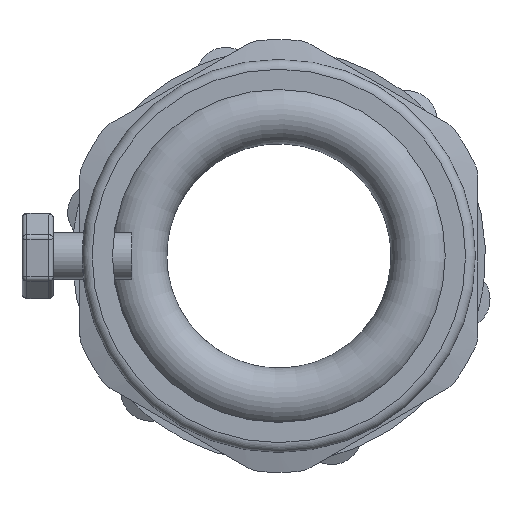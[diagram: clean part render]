
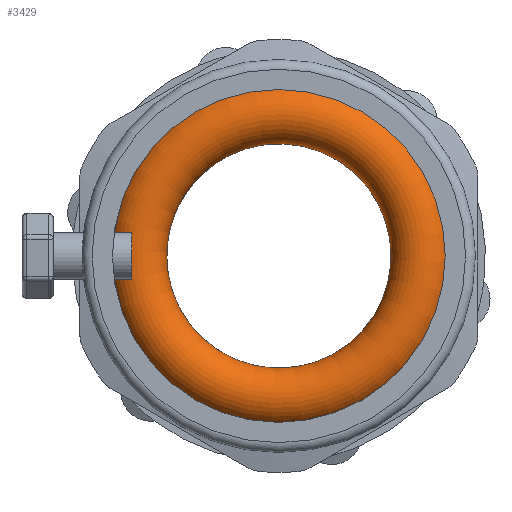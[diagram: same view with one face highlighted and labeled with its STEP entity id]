
A CAD part, front view. The second image highlights one B-rep face of the part: STEP entity #3429.
In plain terms, the highlighted toroidal (fillet/blend) face has major radius 14.475 mm and minor radius 3.025 mm.
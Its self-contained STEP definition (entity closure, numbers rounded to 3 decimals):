
#188=TOROIDAL_SURFACE('',#3723,14.475,3.025);
#287=FACE_OUTER_BOUND('',#492,.T.);
#492=EDGE_LOOP('',(#2280,#2281,#2282,#2283,#2284,#2285,#2286,#2287));
#1121=CIRCLE('',#3719,11.45);
#1122=CIRCLE('',#3720,11.45);
#1123=CIRCLE('',#3721,11.45);
#1125=CIRCLE('',#3724,17.5);
#1126=CIRCLE('',#3725,17.5);
#1127=CIRCLE('',#3726,3.025);
#1128=CIRCLE('',#3727,17.5);
#1347=VERTEX_POINT('',#5491);
#1348=VERTEX_POINT('',#5493);
#1349=VERTEX_POINT('',#5495);
#1350=VERTEX_POINT('',#5500);
#1351=VERTEX_POINT('',#5501);
#1352=VERTEX_POINT('',#5503);
#1693=EDGE_CURVE('',#1348,#1347,#1121,.T.);
#1694=EDGE_CURVE('',#1349,#1348,#1122,.T.);
#1695=EDGE_CURVE('',#1347,#1349,#1123,.T.);
#1697=EDGE_CURVE('',#1350,#1351,#1125,.T.);
#1698=EDGE_CURVE('',#1352,#1350,#1126,.T.);
#1699=EDGE_CURVE('',#1352,#1349,#1127,.T.);
#1700=EDGE_CURVE('',#1351,#1352,#1128,.T.);
#2280=ORIENTED_EDGE('',*,*,#1697,.F.);
#2281=ORIENTED_EDGE('',*,*,#1698,.F.);
#2282=ORIENTED_EDGE('',*,*,#1699,.T.);
#2283=ORIENTED_EDGE('',*,*,#1694,.T.);
#2284=ORIENTED_EDGE('',*,*,#1693,.T.);
#2285=ORIENTED_EDGE('',*,*,#1695,.T.);
#2286=ORIENTED_EDGE('',*,*,#1699,.F.);
#2287=ORIENTED_EDGE('',*,*,#1700,.F.);
#3429=ADVANCED_FACE('',(#287),#188,.T.);
#3719=AXIS2_PLACEMENT_3D('',#5494,#4212,#4213);
#3720=AXIS2_PLACEMENT_3D('',#5496,#4214,#4215);
#3721=AXIS2_PLACEMENT_3D('',#5497,#4216,#4217);
#3723=AXIS2_PLACEMENT_3D('',#5499,#4220,#4221);
#3724=AXIS2_PLACEMENT_3D('',#5502,#4222,#4223);
#3725=AXIS2_PLACEMENT_3D('',#5504,#4224,#4225);
#3726=AXIS2_PLACEMENT_3D('',#5505,#4226,#4227);
#3727=AXIS2_PLACEMENT_3D('',#5506,#4228,#4229);
#4212=DIRECTION('center_axis',(0.,1.,0.));
#4213=DIRECTION('ref_axis',(-0.788,0.,-0.616));
#4214=DIRECTION('center_axis',(0.,1.,0.));
#4215=DIRECTION('ref_axis',(-0.788,0.,-0.616));
#4216=DIRECTION('center_axis',(0.,1.,0.));
#4217=DIRECTION('ref_axis',(-0.788,0.,-0.616));
#4220=DIRECTION('center_axis',(0.,1.,0.));
#4221=DIRECTION('ref_axis',(-0.616,0.,0.788));
#4222=DIRECTION('center_axis',(0.,1.,0.));
#4223=DIRECTION('ref_axis',(-0.788,0.,-0.616));
#4224=DIRECTION('center_axis',(0.,1.,0.));
#4225=DIRECTION('ref_axis',(-0.788,0.,-0.616));
#4226=DIRECTION('center_axis',(-0.788,0.,-0.616));
#4227=DIRECTION('ref_axis',(0.616,0.,-0.788));
#4228=DIRECTION('center_axis',(0.,1.,0.));
#4229=DIRECTION('ref_axis',(-0.788,0.,-0.616));
#5491=CARTESIAN_POINT('',(9.022,20.625,7.05));
#5493=CARTESIAN_POINT('',(-9.022,20.625,-7.05));
#5494=CARTESIAN_POINT('Origin',(0.,20.625,0.));
#5495=CARTESIAN_POINT('',(7.05,20.625,-9.022));
#5496=CARTESIAN_POINT('Origin',(0.,20.625,0.));
#5497=CARTESIAN_POINT('Origin',(0.,20.625,0.));
#5499=CARTESIAN_POINT('Origin',(0.,20.625,0.));
#5500=CARTESIAN_POINT('',(-13.789,20.625,-10.776));
#5501=CARTESIAN_POINT('',(13.789,20.625,10.776));
#5502=CARTESIAN_POINT('Origin',(0.,20.625,0.));
#5503=CARTESIAN_POINT('',(10.776,20.625,-13.789));
#5504=CARTESIAN_POINT('Origin',(0.,20.625,0.));
#5505=CARTESIAN_POINT('Origin',(8.913,20.625,-11.405));
#5506=CARTESIAN_POINT('Origin',(0.,20.625,0.));
